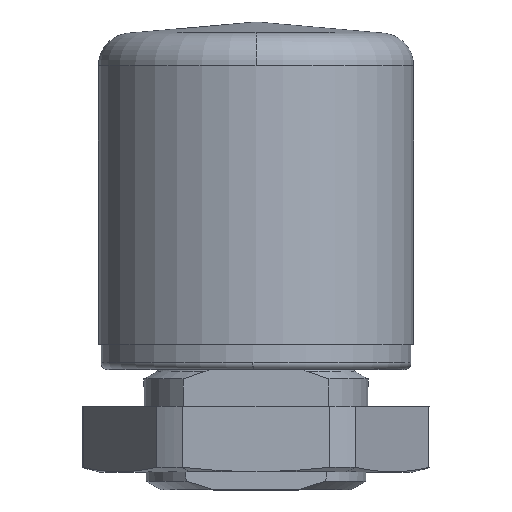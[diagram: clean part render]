
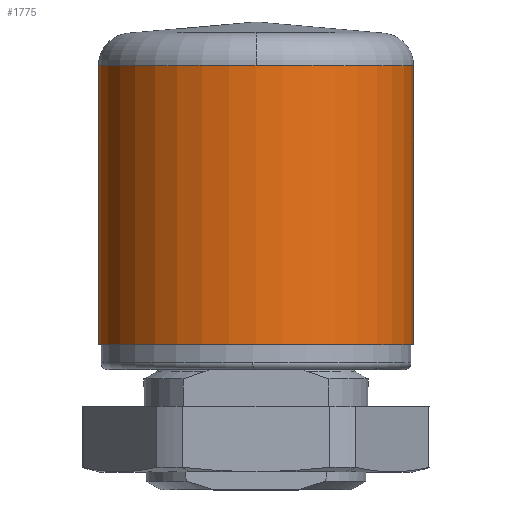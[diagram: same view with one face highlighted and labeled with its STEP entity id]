
A CAD part, top view. The second image highlights one B-rep face of the part: STEP entity #1775.
In plain terms, the highlighted cylindrical face has radius 12.05 mm (diameter 24.1 mm), a partial arc.
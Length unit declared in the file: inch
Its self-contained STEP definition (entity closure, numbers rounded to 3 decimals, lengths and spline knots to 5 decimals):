
#88 = VERTEX_POINT ( 'NONE', #1148 ) ;
#126 = ORIENTED_EDGE ( 'NONE', *, *, #1037, .F. ) ;
#130 = ORIENTED_EDGE ( 'NONE', *, *, #1716, .T. ) ;
#145 = CIRCLE ( 'NONE', #501, 0.47441 ) ;
#147 = CARTESIAN_POINT ( 'NONE',  ( 0., 1.2768, 0. ) ) ;
#258 = CIRCLE ( 'NONE', #1285, 0.47441 ) ;
#279 = VERTEX_POINT ( 'NONE', #1477 ) ;
#296 = DIRECTION ( 'NONE',  ( -1., 0., 0. ) ) ;
#300 = CARTESIAN_POINT ( 'NONE',  ( 0.47441, 0.8569, 0. ) ) ;
#380 = AXIS2_PLACEMENT_3D ( 'NONE', #556, #566, #713 ) ;
#412 = DIRECTION ( 'NONE',  ( 0., 1., 0. ) ) ;
#446 = DIRECTION ( 'NONE',  ( 0., 1., 0. ) ) ;
#501 = AXIS2_PLACEMENT_3D ( 'NONE', #1666, #412, #296 ) ;
#556 = CARTESIAN_POINT ( 'NONE',  ( 0., 1.2768, 0. ) ) ;
#566 = DIRECTION ( 'NONE',  ( 0., 1., 0. ) ) ;
#576 = VECTOR ( 'NONE', #1060, 39.37008 ) ;
#592 = CIRCLE ( 'NONE', #380, 0.47441 ) ;
#597 = CARTESIAN_POINT ( 'NONE',  ( 0., 0.8569, 0. ) ) ;
#647 = EDGE_LOOP ( 'NONE', ( #1474, #130, #1537, #1021, #126 ) ) ;
#713 = DIRECTION ( 'NONE',  ( -1., 0., 0. ) ) ;
#794 = LINE ( 'NONE', #1627, #576 ) ;
#804 = EDGE_CURVE ( 'NONE', #88, #1408, #145, .T. ) ;
#848 = CARTESIAN_POINT ( 'NONE',  ( -0.47441, 1.2768, 0. ) ) ;
#862 = DIRECTION ( 'NONE',  ( 0., 1., 0. ) ) ;
#866 = VERTEX_POINT ( 'NONE', #848 ) ;
#1021 = ORIENTED_EDGE ( 'NONE', *, *, #1302, .F. ) ;
#1037 = EDGE_CURVE ( 'NONE', #88, #866, #794, .T. ) ;
#1060 = DIRECTION ( 'NONE',  ( 0., 1., 0. ) ) ;
#1133 = VERTEX_POINT ( 'NONE', #1772 ) ;
#1148 = CARTESIAN_POINT ( 'NONE',  ( -0.47441, 0.43701, 0. ) ) ;
#1187 = AXIS2_PLACEMENT_3D ( 'NONE', #597, #446, #1295 ) ;
#1193 = EDGE_CURVE ( 'NONE', #279, #1133, #592, .T. ) ;
#1275 = CYLINDRICAL_SURFACE ( 'NONE', #1187, 0.47441 ) ;
#1284 = FACE_OUTER_BOUND ( 'NONE', #647, .T. ) ;
#1285 = AXIS2_PLACEMENT_3D ( 'NONE', #147, #1673, #1538 ) ;
#1295 = DIRECTION ( 'NONE',  ( -1., 0., 0. ) ) ;
#1299 = VECTOR ( 'NONE', #862, 39.37008 ) ;
#1302 = EDGE_CURVE ( 'NONE', #866, #279, #258, .T. ) ;
#1408 = VERTEX_POINT ( 'NONE', #1702 ) ;
#1474 = ORIENTED_EDGE ( 'NONE', *, *, #804, .T. ) ;
#1477 = CARTESIAN_POINT ( 'NONE',  ( 0., 1.2768, 0.47441 ) ) ;
#1537 = ORIENTED_EDGE ( 'NONE', *, *, #1193, .F. ) ;
#1538 = DIRECTION ( 'NONE',  ( -1., 0., 0. ) ) ;
#1545 = LINE ( 'NONE', #300, #1299 ) ;
#1627 = CARTESIAN_POINT ( 'NONE',  ( -0.47441, 0.8569, 0. ) ) ;
#1666 = CARTESIAN_POINT ( 'NONE',  ( 0., 0.43701, 0. ) ) ;
#1673 = DIRECTION ( 'NONE',  ( 0., 1., 0. ) ) ;
#1702 = CARTESIAN_POINT ( 'NONE',  ( 0.47441, 0.43701, 0. ) ) ;
#1716 = EDGE_CURVE ( 'NONE', #1408, #1133, #1545, .T. ) ;
#1772 = CARTESIAN_POINT ( 'NONE',  ( 0.47441, 1.2768, 0. ) ) ;
#1775 = ADVANCED_FACE ( 'NONE', ( #1284 ), #1275, .T. ) ;
